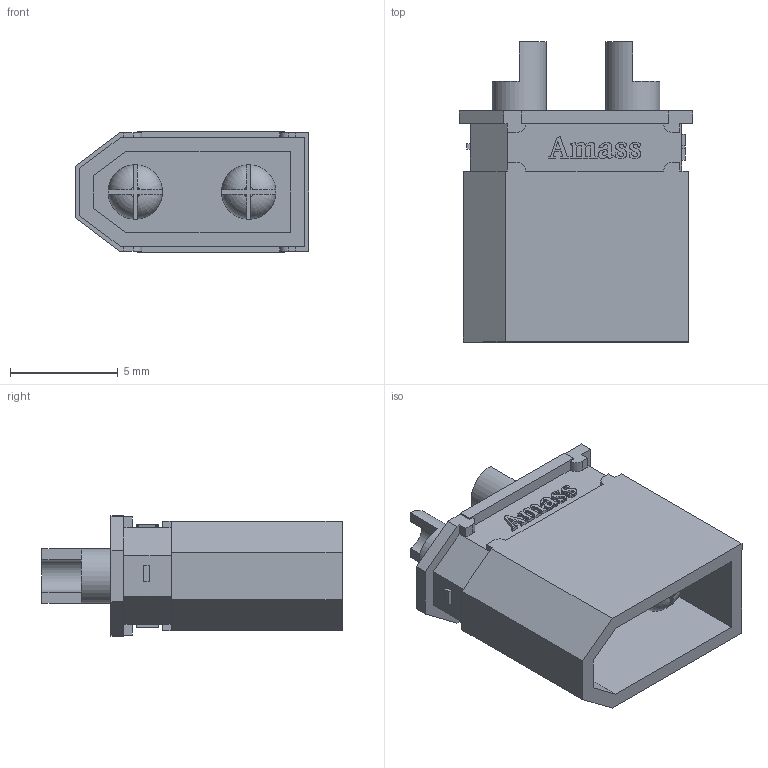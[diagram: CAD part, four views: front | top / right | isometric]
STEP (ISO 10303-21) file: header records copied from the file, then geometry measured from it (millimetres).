
FILE_DESCRIPTION(/* description */ ('CAx-IF Rec.Pracs.---Representation and Presentation of Product Manufacturing Information (PMI)---4.0---2014-10-13','CAx-IF Rec.Pracs.---3D Tessellated Geometry---0.4---2014-09-14','2;1'),/* implementation_level */ '2;1');
FILE_NAME(/* name */ 'XT30 Male',/* time_stamp */ '2025-02-05T12:40:17+03:00',/* author */ (''),/* organization */ (''),/* preprocessor_version */ 'ST-DEVELOPER v19.4',/* originating_system */ 'SIEMENS PLM Software NX2306.1700',/* authorisation */ $);
FILE_SCHEMA (('AP242_MANAGED_MODEL_BASED_3D_ENGINEERING_MIM_LF { 1 0 10303 442 3 1 4 }'));
Length unit declared in the file: millimetre
Products named in the file (1): XT30 Male
Bounding box: 10.87 x 13.96 x 5.62 mm (x, y, z)
Volume: 349.1 mm3; surface area: 835.7 mm2
Topology: 1 solids, 1 shells, 535 faces, 1533 edges, 1018 vertices
Faces by surface type: bspline 284, plane 221, cylinder 14, torus 8, cone 8
Full cylindrical faces by diameter (mm): 1.53 x2, 2.53 x4
Entity records: 23797 total; most frequent: CARTESIAN_POINT 7999, ORIENTED_EDGE 3034, EDGE_CURVE 1517, DIRECTION 1507, VERTEX_POINT 1012, LINE 863, VECTOR 863, B_SPLINE_CURVE_WITH_KNOTS 584
